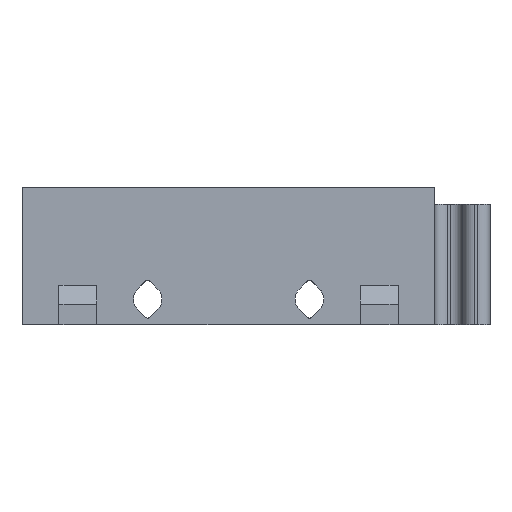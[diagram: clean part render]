
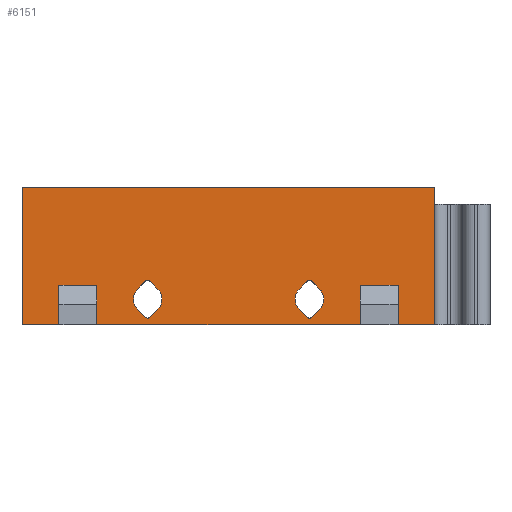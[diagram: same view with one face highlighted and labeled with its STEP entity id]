
A CAD part, left-side view. The second image highlights one B-rep face of the part: STEP entity #6151.
In plain terms, the highlighted planar face has unit normal (-1, 0, 0).
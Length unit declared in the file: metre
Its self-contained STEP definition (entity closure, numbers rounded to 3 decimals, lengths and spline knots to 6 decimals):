
#237=CIRCLE('',#6562,0.0004);
#254=CIRCLE('',#6595,0.002075);
#255=CIRCLE('',#6596,0.0004);
#256=CIRCLE('',#6597,0.002075);
#257=CIRCLE('',#6598,0.0004);
#258=CIRCLE('',#6599,0.002075);
#259=CIRCLE('',#6600,0.002075);
#260=CIRCLE('',#6601,0.0004);
#878=ORIENTED_EDGE('',*,*,#2408,.T.);
#879=ORIENTED_EDGE('',*,*,#2708,.T.);
#880=ORIENTED_EDGE('',*,*,#2709,.T.);
#881=ORIENTED_EDGE('',*,*,#2710,.F.);
#882=ORIENTED_EDGE('',*,*,#2404,.T.);
#883=ORIENTED_EDGE('',*,*,#2711,.T.);
#884=ORIENTED_EDGE('',*,*,#2280,.F.);
#885=ORIENTED_EDGE('',*,*,#2712,.T.);
#886=ORIENTED_EDGE('',*,*,#2412,.T.);
#887=ORIENTED_EDGE('',*,*,#2713,.T.);
#888=ORIENTED_EDGE('',*,*,#2714,.F.);
#889=ORIENTED_EDGE('',*,*,#2715,.F.);
#890=ORIENTED_EDGE('',*,*,#2716,.F.);
#891=ORIENTED_EDGE('',*,*,#2717,.T.);
#892=ORIENTED_EDGE('',*,*,#2718,.F.);
#893=ORIENTED_EDGE('',*,*,#2719,.T.);
#894=ORIENTED_EDGE('',*,*,#2720,.T.);
#895=ORIENTED_EDGE('',*,*,#2721,.T.);
#896=ORIENTED_EDGE('',*,*,#2722,.T.);
#897=ORIENTED_EDGE('',*,*,#2723,.T.);
#898=ORIENTED_EDGE('',*,*,#2724,.F.);
#899=ORIENTED_EDGE('',*,*,#2725,.T.);
#900=ORIENTED_EDGE('',*,*,#2663,.F.);
#901=ORIENTED_EDGE('',*,*,#2726,.F.);
#902=ORIENTED_EDGE('',*,*,#2727,.F.);
#903=ORIENTED_EDGE('',*,*,#2728,.F.);
#904=ORIENTED_EDGE('',*,*,#2729,.F.);
#905=ORIENTED_EDGE('',*,*,#2730,.T.);
#2280=EDGE_CURVE('',#3223,#3224,#3839,.F.);
#2404=EDGE_CURVE('',#3348,#3347,#3919,.F.);
#2408=EDGE_CURVE('',#3352,#3351,#3923,.F.);
#2412=EDGE_CURVE('',#3296,#3355,#3927,.F.);
#2663=EDGE_CURVE('',#3562,#3563,#237,.F.);
#2708=EDGE_CURVE('',#3351,#3595,#4134,.T.);
#2709=EDGE_CURVE('',#3595,#3596,#4135,.T.);
#2710=EDGE_CURVE('',#3348,#3596,#4136,.T.);
#2711=EDGE_CURVE('',#3347,#3224,#4137,.T.);
#2712=EDGE_CURVE('',#3223,#3296,#4138,.T.);
#2713=EDGE_CURVE('',#3355,#3597,#4139,.T.);
#2714=EDGE_CURVE('',#3598,#3597,#4140,.T.);
#2715=EDGE_CURVE('',#3352,#3598,#4141,.T.);
#2716=EDGE_CURVE('',#3599,#3600,#4142,.T.);
#2717=EDGE_CURVE('',#3599,#3601,#254,.T.);
#2718=EDGE_CURVE('',#3602,#3601,#4143,.T.);
#2719=EDGE_CURVE('',#3602,#3603,#255,.T.);
#2720=EDGE_CURVE('',#3603,#3604,#4144,.T.);
#2721=EDGE_CURVE('',#3604,#3605,#256,.T.);
#2722=EDGE_CURVE('',#3605,#3606,#4145,.T.);
#2723=EDGE_CURVE('',#3606,#3600,#257,.T.);
#2724=EDGE_CURVE('',#3607,#3608,#258,.F.);
#2725=EDGE_CURVE('',#3607,#3563,#4146,.T.);
#2726=EDGE_CURVE('',#3609,#3562,#4147,.T.);
#2727=EDGE_CURVE('',#3610,#3609,#259,.F.);
#2728=EDGE_CURVE('',#3611,#3610,#4148,.T.);
#2729=EDGE_CURVE('',#3612,#3611,#260,.F.);
#2730=EDGE_CURVE('',#3612,#3608,#4149,.T.);
#3223=VERTEX_POINT('',#8599);
#3224=VERTEX_POINT('',#8600);
#3296=VERTEX_POINT('',#8778);
#3347=VERTEX_POINT('',#8879);
#3348=VERTEX_POINT('',#8881);
#3351=VERTEX_POINT('',#8887);
#3352=VERTEX_POINT('',#8889);
#3355=VERTEX_POINT('',#8895);
#3562=VERTEX_POINT('',#9424);
#3563=VERTEX_POINT('',#9426);
#3595=VERTEX_POINT('',#9512);
#3596=VERTEX_POINT('',#9514);
#3597=VERTEX_POINT('',#9519);
#3598=VERTEX_POINT('',#9521);
#3599=VERTEX_POINT('',#9524);
#3600=VERTEX_POINT('',#9525);
#3601=VERTEX_POINT('',#9527);
#3602=VERTEX_POINT('',#9529);
#3603=VERTEX_POINT('',#9531);
#3604=VERTEX_POINT('',#9533);
#3605=VERTEX_POINT('',#9535);
#3606=VERTEX_POINT('',#9537);
#3607=VERTEX_POINT('',#9540);
#3608=VERTEX_POINT('',#9541);
#3609=VERTEX_POINT('',#9544);
#3610=VERTEX_POINT('',#9546);
#3611=VERTEX_POINT('',#9548);
#3612=VERTEX_POINT('',#9550);
#3839=LINE('',#8598,#4512);
#3919=LINE('',#8880,#4592);
#3923=LINE('',#8888,#4596);
#3927=LINE('',#8896,#4600);
#4134=LINE('',#9511,#4807);
#4135=LINE('',#9513,#4808);
#4136=LINE('',#9515,#4809);
#4137=LINE('',#9516,#4810);
#4138=LINE('',#9517,#4811);
#4139=LINE('',#9518,#4812);
#4140=LINE('',#9520,#4813);
#4141=LINE('',#9522,#4814);
#4142=LINE('',#9523,#4815);
#4143=LINE('',#9528,#4816);
#4144=LINE('',#9532,#4817);
#4145=LINE('',#9536,#4818);
#4146=LINE('',#9542,#4819);
#4147=LINE('',#9543,#4820);
#4148=LINE('',#9547,#4821);
#4149=LINE('',#9551,#4822);
#4512=VECTOR('',#6915,1.);
#4592=VECTOR('',#7053,1.);
#4596=VECTOR('',#7057,1.);
#4600=VECTOR('',#7061,1.);
#4807=VECTOR('',#7586,1.);
#4808=VECTOR('',#7587,1.);
#4809=VECTOR('',#7588,1.);
#4810=VECTOR('',#7589,1.);
#4811=VECTOR('',#7590,1.);
#4812=VECTOR('',#7591,1.);
#4813=VECTOR('',#7592,1.);
#4814=VECTOR('',#7593,1.);
#4815=VECTOR('',#7594,1.);
#4816=VECTOR('',#7597,1.);
#4817=VECTOR('',#7600,1.);
#4818=VECTOR('',#7603,1.);
#4819=VECTOR('',#7608,1.);
#4820=VECTOR('',#7609,1.);
#4821=VECTOR('',#7612,1.);
#4822=VECTOR('',#7615,1.);
#5275=EDGE_LOOP('',(#878,#879,#880,#881,#882,#883,#884,#885,#886,#887,#888,
#889));
#5276=EDGE_LOOP('',(#890,#891,#892,#893,#894,#895,#896,#897));
#5277=EDGE_LOOP('',(#898,#899,#900,#901,#902,#903,#904,#905));
#5620=FACE_BOUND('',#5275,.T.);
#5621=FACE_BOUND('',#5276,.T.);
#5622=FACE_BOUND('',#5277,.T.);
#5921=PLANE('',#6594);
#6151=ADVANCED_FACE('',(#5620,#5621,#5622),#5921,.F.);
#6562=AXIS2_PLACEMENT_3D('',#9425,#7499,#7500);
#6594=AXIS2_PLACEMENT_3D('',#9510,#7584,#7585);
#6595=AXIS2_PLACEMENT_3D('',#9526,#7595,#7596);
#6596=AXIS2_PLACEMENT_3D('',#9530,#7598,#7599);
#6597=AXIS2_PLACEMENT_3D('',#9534,#7601,#7602);
#6598=AXIS2_PLACEMENT_3D('',#9538,#7604,#7605);
#6599=AXIS2_PLACEMENT_3D('',#9539,#7606,#7607);
#6600=AXIS2_PLACEMENT_3D('',#9545,#7610,#7611);
#6601=AXIS2_PLACEMENT_3D('',#9549,#7613,#7614);
#6915=DIRECTION('',(0.,1.,0.));
#7053=DIRECTION('',(0.,1.,0.));
#7057=DIRECTION('',(0.,1.,0.));
#7061=DIRECTION('',(0.,1.,0.));
#7499=DIRECTION('',(1.,0.,0.));
#7500=DIRECTION('',(0.,1.,0.));
#7584=DIRECTION('',(1.,0.,0.));
#7585=DIRECTION('',(0.,1.,0.));
#7586=DIRECTION('',(0.,0.,1.));
#7587=DIRECTION('',(0.,-1.,0.));
#7588=DIRECTION('',(0.,0.,1.));
#7589=DIRECTION('',(0.,0.,1.));
#7590=DIRECTION('',(0.,0.,-1.));
#7591=DIRECTION('',(0.,0.,1.));
#7592=DIRECTION('',(0.,1.,0.));
#7593=DIRECTION('',(0.,0.,1.));
#7594=DIRECTION('',(0.,-0.707,-0.707));
#7595=DIRECTION('',(1.,0.,0.));
#7596=DIRECTION('',(0.,1.,0.));
#7597=DIRECTION('',(0.,0.707,-0.707));
#7598=DIRECTION('',(1.,0.,0.));
#7599=DIRECTION('',(0.,1.,0.));
#7600=DIRECTION('',(0.,-0.707,-0.707));
#7601=DIRECTION('',(1.,0.,0.));
#7602=DIRECTION('',(0.,1.,0.));
#7603=DIRECTION('',(0.,0.707,-0.707));
#7604=DIRECTION('',(1.,0.,0.));
#7605=DIRECTION('',(0.,1.,0.));
#7606=DIRECTION('',(1.,0.,0.));
#7607=DIRECTION('',(0.,1.,0.));
#7608=DIRECTION('',(0.,0.707,-0.707));
#7609=DIRECTION('',(0.,-0.707,-0.707));
#7610=DIRECTION('',(1.,0.,0.));
#7611=DIRECTION('',(0.,1.,0.));
#7612=DIRECTION('',(0.,0.707,-0.707));
#7613=DIRECTION('',(1.,0.,0.));
#7614=DIRECTION('',(0.,1.,0.));
#7615=DIRECTION('',(0.,-0.707,-0.707));
#8598=CARTESIAN_POINT('',(1.230025,1.542111,0.38));
#8599=CARTESIAN_POINT('',(1.230025,1.65,0.38));
#8600=CARTESIAN_POINT('',(1.230025,1.590025,0.38));
#8778=CARTESIAN_POINT('',(1.230025,1.65,0.36));
#8879=CARTESIAN_POINT('',(1.230025,1.590025,0.36));
#8880=CARTESIAN_POINT('',(1.230025,1.662111,0.36));
#8881=CARTESIAN_POINT('',(1.230025,1.595358,0.36));
#8887=CARTESIAN_POINT('',(1.230025,1.600858,0.36));
#8888=CARTESIAN_POINT('',(1.230025,1.662111,0.36));
#8889=CARTESIAN_POINT('',(1.230025,1.639142,0.36));
#8895=CARTESIAN_POINT('',(1.230025,1.644642,0.36));
#8896=CARTESIAN_POINT('',(1.230025,1.662111,0.36));
#9424=CARTESIAN_POINT('',(1.230025,1.608549,0.361082));
#9425=CARTESIAN_POINT('',(1.230025,1.608267,0.361365));
#9426=CARTESIAN_POINT('',(1.230025,1.607984,0.361082));
#9510=CARTESIAN_POINT('',(1.230025,1.542111,0.38));
#9511=CARTESIAN_POINT('',(1.230025,1.600858,0.36));
#9512=CARTESIAN_POINT('',(1.230025,1.600858,0.36575));
#9513=CARTESIAN_POINT('',(1.230025,1.598108,0.36575));
#9514=CARTESIAN_POINT('',(1.230025,1.595358,0.36575));
#9515=CARTESIAN_POINT('',(1.230025,1.595358,0.36));
#9516=CARTESIAN_POINT('',(1.230025,1.590025,0.38));
#9517=CARTESIAN_POINT('',(1.230025,1.65,0.38));
#9518=CARTESIAN_POINT('',(1.230025,1.644642,0.36));
#9519=CARTESIAN_POINT('',(1.230025,1.644642,0.36575));
#9520=CARTESIAN_POINT('',(1.230025,1.641892,0.36575));
#9521=CARTESIAN_POINT('',(1.230025,1.639142,0.36575));
#9522=CARTESIAN_POINT('',(1.230025,1.639142,0.36));
#9523=CARTESIAN_POINT('',(1.230025,1.596523,0.325588));
#9524=CARTESIAN_POINT('',(1.230025,1.633201,0.362266));
#9525=CARTESIAN_POINT('',(1.230025,1.632016,0.361082));
#9526=CARTESIAN_POINT('',(1.230025,1.631733,0.363733));
#9527=CARTESIAN_POINT('',(1.230025,1.633201,0.365201));
#9528=CARTESIAN_POINT('',(1.230025,1.580256,0.418145));
#9529=CARTESIAN_POINT('',(1.230025,1.632016,0.366385));
#9530=CARTESIAN_POINT('',(1.230025,1.631733,0.366102));
#9531=CARTESIAN_POINT('',(1.230025,1.631451,0.366385));
#9532=CARTESIAN_POINT('',(1.230025,1.593588,0.328523));
#9533=CARTESIAN_POINT('',(1.230025,1.630266,0.365201));
#9534=CARTESIAN_POINT('',(1.230025,1.631733,0.363733));
#9535=CARTESIAN_POINT('',(1.230025,1.630266,0.362266));
#9536=CARTESIAN_POINT('',(1.230025,1.577322,0.415211));
#9537=CARTESIAN_POINT('',(1.230025,1.631451,0.361082));
#9538=CARTESIAN_POINT('',(1.230025,1.631733,0.361365));
#9539=CARTESIAN_POINT('',(1.230025,1.608267,0.363733));
#9540=CARTESIAN_POINT('',(1.230025,1.606799,0.362266));
#9541=CARTESIAN_POINT('',(1.230025,1.606799,0.365201));
#9542=CARTESIAN_POINT('',(1.230025,1.565588,0.403477));
#9543=CARTESIAN_POINT('',(1.230025,1.584789,0.337322));
#9544=CARTESIAN_POINT('',(1.230025,1.609734,0.362266));
#9545=CARTESIAN_POINT('',(1.230025,1.608267,0.363733));
#9546=CARTESIAN_POINT('',(1.230025,1.609734,0.365201));
#9547=CARTESIAN_POINT('',(1.230025,1.568523,0.406412));
#9548=CARTESIAN_POINT('',(1.230025,1.608549,0.366385));
#9549=CARTESIAN_POINT('',(1.230025,1.608267,0.366102));
#9550=CARTESIAN_POINT('',(1.230025,1.607984,0.366385));
#9551=CARTESIAN_POINT('',(1.230025,1.581855,0.340256));
